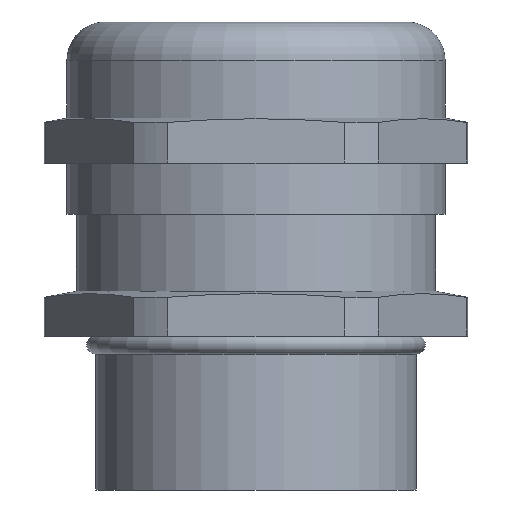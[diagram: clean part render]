
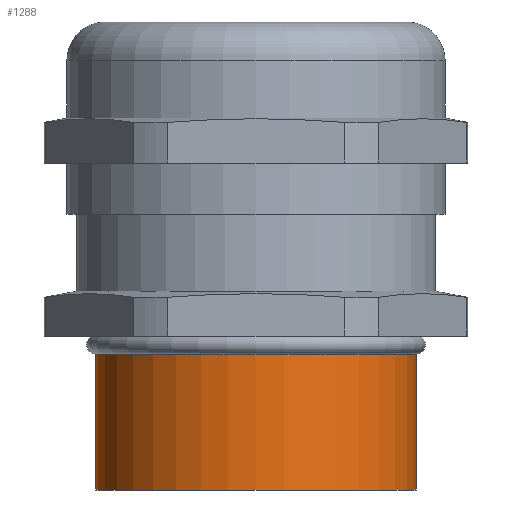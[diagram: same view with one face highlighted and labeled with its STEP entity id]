
A CAD part, front view. The second image highlights one B-rep face of the part: STEP entity #1288.
In plain terms, the highlighted cylindrical face has radius 12.5 mm (diameter 25 mm), a partial arc.
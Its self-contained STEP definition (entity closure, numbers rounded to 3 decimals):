
#312=CARTESIAN_POINT('',(0.,0.,-4.5));
#313=DIRECTION('',(0.,0.,-1.));
#314=DIRECTION('',(1.,0.,0.));
#315=AXIS2_PLACEMENT_3D('',#312,#313,#314);
#317=DIRECTION('',(0.,0.,-1.));
#318=VECTOR('',#317,10.602);
#319=CARTESIAN_POINT('',(-12.5,0.,6.102));
#320=LINE('',#319,#318);
#326=DIRECTION('',(0.,0.,1.));
#327=VECTOR('',#326,10.602);
#328=CARTESIAN_POINT('',(12.5,0.,-4.5));
#329=LINE('',#328,#327);
#350=CARTESIAN_POINT('',(0.,0.,6.102));
#351=DIRECTION('',(0.,0.,1.));
#352=DIRECTION('',(-1.,0.,0.));
#353=AXIS2_PLACEMENT_3D('',#350,#351,#352);
#838=CARTESIAN_POINT('',(-12.5,0.,6.102));
#839=CARTESIAN_POINT('',(12.5,0.,6.102));
#840=VERTEX_POINT('',#838);
#841=VERTEX_POINT('',#839);
#1000=CARTESIAN_POINT('',(12.5,0.,-4.5));
#1001=CARTESIAN_POINT('',(-12.5,0.,-4.5));
#1002=VERTEX_POINT('',#1000);
#1003=VERTEX_POINT('',#1001);
#1274=CARTESIAN_POINT('',(0.,0.,7.5));
#1275=DIRECTION('',(0.,0.,-1.));
#1276=DIRECTION('',(-1.,0.,0.));
#1277=AXIS2_PLACEMENT_3D('',#1274,#1275,#1276);
#1278=CYLINDRICAL_SURFACE('',#1277,12.5);
#1280=ORIENTED_EDGE('',*,*,#1279,.F.);
#1281=ORIENTED_EDGE('',*,*,#1262,.T.);
#1283=ORIENTED_EDGE('',*,*,#1282,.F.);
#1285=ORIENTED_EDGE('',*,*,#1284,.T.);
#1286=EDGE_LOOP('',(#1280,#1281,#1283,#1285));
#1287=FACE_OUTER_BOUND('',#1286,.F.);
#316=CIRCLE('',#315,12.5);
#354=CIRCLE('',#353,12.5);
#1262=EDGE_CURVE('',#1002,#1003,#316,.T.);
#1279=EDGE_CURVE('',#1002,#841,#329,.T.);
#1282=EDGE_CURVE('',#840,#1003,#320,.T.);
#1284=EDGE_CURVE('',#840,#841,#354,.T.);
#1288=ADVANCED_FACE('',(#1287),#1278,.T.);
